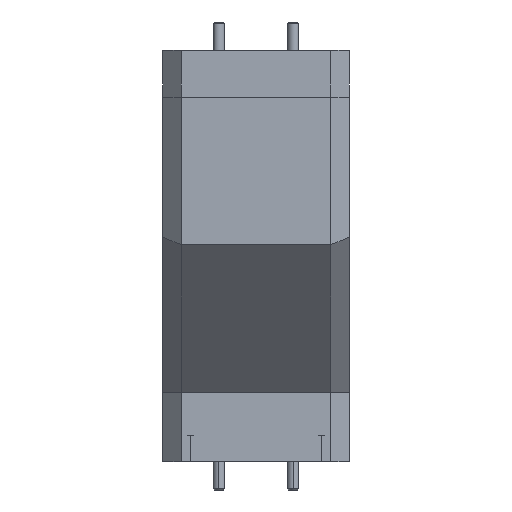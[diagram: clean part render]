
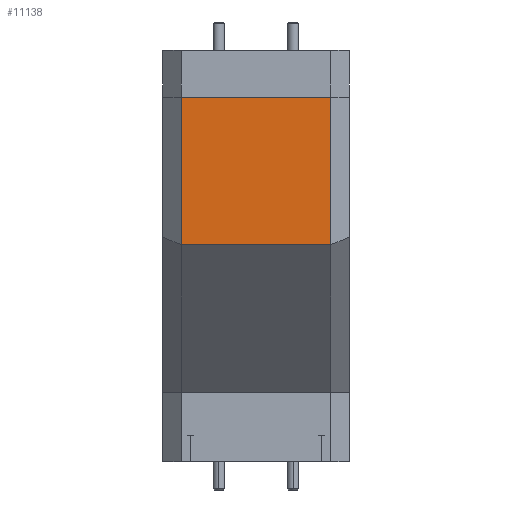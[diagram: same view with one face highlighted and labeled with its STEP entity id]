
A CAD part, left-side view. The second image highlights one B-rep face of the part: STEP entity #11138.
In plain terms, the highlighted planar face has unit normal (-1, 0, 0).
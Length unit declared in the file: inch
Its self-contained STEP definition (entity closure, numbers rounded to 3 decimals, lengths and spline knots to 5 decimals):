
#568 = CARTESIAN_POINT ( 'NONE',  ( -7.225, 0.475, -0.79 ) ) ;
#696 = ORIENTED_EDGE ( 'NONE', *, *, #22991, .T. ) ;
#742 = VERTEX_POINT ( 'NONE', #8283 ) ;
#785 = VECTOR ( 'NONE', #22012, 39.37008 ) ;
#3599 = CARTESIAN_POINT ( 'NONE',  ( -7.225, -0.425, 0. ) ) ;
#4324 = DIRECTION ( 'NONE',  ( 1., 0., 0. ) ) ;
#4332 = VERTEX_POINT ( 'NONE', #20236 ) ;
#5706 = LINE ( 'NONE', #3599, #14065 ) ;
#5901 = DIRECTION ( 'NONE',  ( 0., -1., 0. ) ) ;
#5972 = VECTOR ( 'NONE', #5901, 39.37008 ) ;
#6325 = PLANE ( 'NONE',  #19528 ) ;
#6455 = EDGE_CURVE ( 'NONE', #742, #4332, #16760, .T. ) ;
#7778 = VERTEX_POINT ( 'NONE', #15313 ) ;
#8283 = CARTESIAN_POINT ( 'NONE',  ( -7.225, 0.375, -0.79 ) ) ;
#8455 = EDGE_CURVE ( 'NONE', #21066, #742, #20339, .T. ) ;
#8640 = VECTOR ( 'NONE', #18810, 39.37008 ) ;
#9846 = LINE ( 'NONE', #13505, #8640 ) ;
#10592 = ORIENTED_EDGE ( 'NONE', *, *, #6455, .T. ) ;
#11138 = ADVANCED_FACE ( 'NONE', ( #17067 ), #6325, .F. ) ;
#11516 = DIRECTION ( 'NONE',  ( 0., 0., -1. ) ) ;
#13505 = CARTESIAN_POINT ( 'NONE',  ( -7.225, 0.475, 0. ) ) ;
#14065 = VECTOR ( 'NONE', #16445, 39.37008 ) ;
#14073 = ORIENTED_EDGE ( 'NONE', *, *, #19027, .F. ) ;
#14552 = CARTESIAN_POINT ( 'NONE',  ( -7.225, 0.375, -0.79 ) ) ;
#15313 = CARTESIAN_POINT ( 'NONE',  ( -7.225, -0.425, 0. ) ) ;
#15531 = CARTESIAN_POINT ( 'NONE',  ( -7.225, 0.475, -0.79 ) ) ;
#16445 = DIRECTION ( 'NONE',  ( 0., 0., 1. ) ) ;
#16760 = LINE ( 'NONE', #568, #5972 ) ;
#17067 = FACE_OUTER_BOUND ( 'NONE', #20923, .T. ) ;
#17232 = ORIENTED_EDGE ( 'NONE', *, *, #8455, .T. ) ;
#18407 = CARTESIAN_POINT ( 'NONE',  ( -7.225, 0.375, 0. ) ) ;
#18810 = DIRECTION ( 'NONE',  ( 0., -1., 0. ) ) ;
#19027 = EDGE_CURVE ( 'NONE', #21066, #7778, #9846, .T. ) ;
#19528 = AXIS2_PLACEMENT_3D ( 'NONE', #15531, #4324, #11516 ) ;
#20236 = CARTESIAN_POINT ( 'NONE',  ( -7.225, -0.425, -0.79 ) ) ;
#20339 = LINE ( 'NONE', #14552, #785 ) ;
#20923 = EDGE_LOOP ( 'NONE', ( #14073, #17232, #10592, #696 ) ) ;
#21066 = VERTEX_POINT ( 'NONE', #18407 ) ;
#22012 = DIRECTION ( 'NONE',  ( 0., 0., -1. ) ) ;
#22991 = EDGE_CURVE ( 'NONE', #4332, #7778, #5706, .T. ) ;
